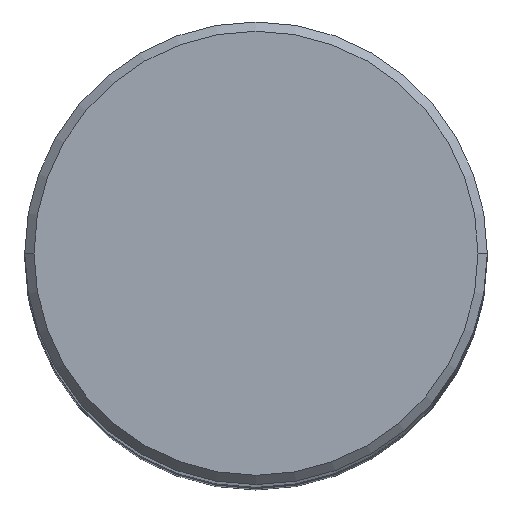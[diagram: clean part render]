
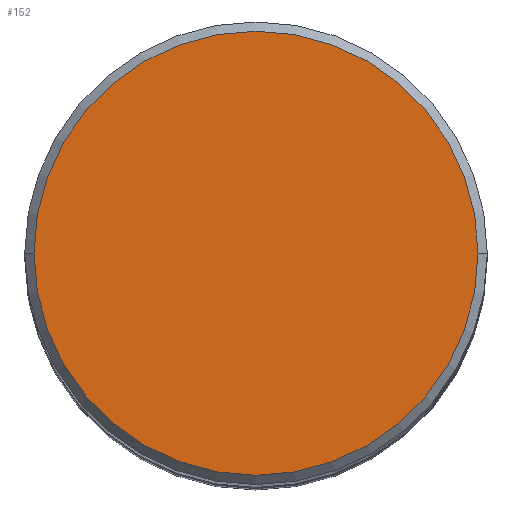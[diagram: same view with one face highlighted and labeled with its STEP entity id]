
A CAD part, top view. The second image highlights one B-rep face of the part: STEP entity #152.
In plain terms, the highlighted planar face has unit normal (0, 0, 1).
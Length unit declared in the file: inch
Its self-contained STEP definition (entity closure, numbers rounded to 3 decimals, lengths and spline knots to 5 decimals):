
#5 = DIRECTION ( 'NONE',  ( 0., 0., -1. ) ) ;
#45 = CARTESIAN_POINT ( 'NONE',  ( 0.48, 0., 0. ) ) ;
#68 = VERTEX_POINT ( 'NONE', #45 ) ;
#83 = PLANE ( 'NONE',  #492 ) ;
#146 = ORIENTED_EDGE ( 'NONE', *, *, #308, .T. ) ;
#152 = ADVANCED_FACE ( 'NONE', ( #471 ), #83, .F. ) ;
#156 = CIRCLE ( 'NONE', #473, 0.48 ) ;
#177 = DIRECTION ( 'NONE',  ( -1., 0., 0. ) ) ;
#194 = DIRECTION ( 'NONE',  ( 0., 0., 1. ) ) ;
#197 = DIRECTION ( 'NONE',  ( 0., 0., 1. ) ) ;
#228 = CIRCLE ( 'NONE', #554, 0.48 ) ;
#238 = EDGE_LOOP ( 'NONE', ( #146, #431 ) ) ;
#278 = DIRECTION ( 'NONE',  ( 1., 0., 0. ) ) ;
#294 = EDGE_CURVE ( 'NONE', #68, #322, #156, .T. ) ;
#308 = EDGE_CURVE ( 'NONE', #322, #68, #228, .T. ) ;
#322 = VERTEX_POINT ( 'NONE', #546 ) ;
#327 = DIRECTION ( 'NONE',  ( 1., 0., 0. ) ) ;
#334 = CARTESIAN_POINT ( 'NONE',  ( 0., 0., 0. ) ) ;
#431 = ORIENTED_EDGE ( 'NONE', *, *, #294, .T. ) ;
#433 = CARTESIAN_POINT ( 'NONE',  ( 0., 0.48, 0. ) ) ;
#471 = FACE_OUTER_BOUND ( 'NONE', #238, .T. ) ;
#473 = AXIS2_PLACEMENT_3D ( 'NONE', #334, #197, #327 ) ;
#492 = AXIS2_PLACEMENT_3D ( 'NONE', #433, #5, #177 ) ;
#537 = CARTESIAN_POINT ( 'NONE',  ( 0., 0., 0. ) ) ;
#546 = CARTESIAN_POINT ( 'NONE',  ( -0.48, 0., 0. ) ) ;
#554 = AXIS2_PLACEMENT_3D ( 'NONE', #537, #194, #278 ) ;
